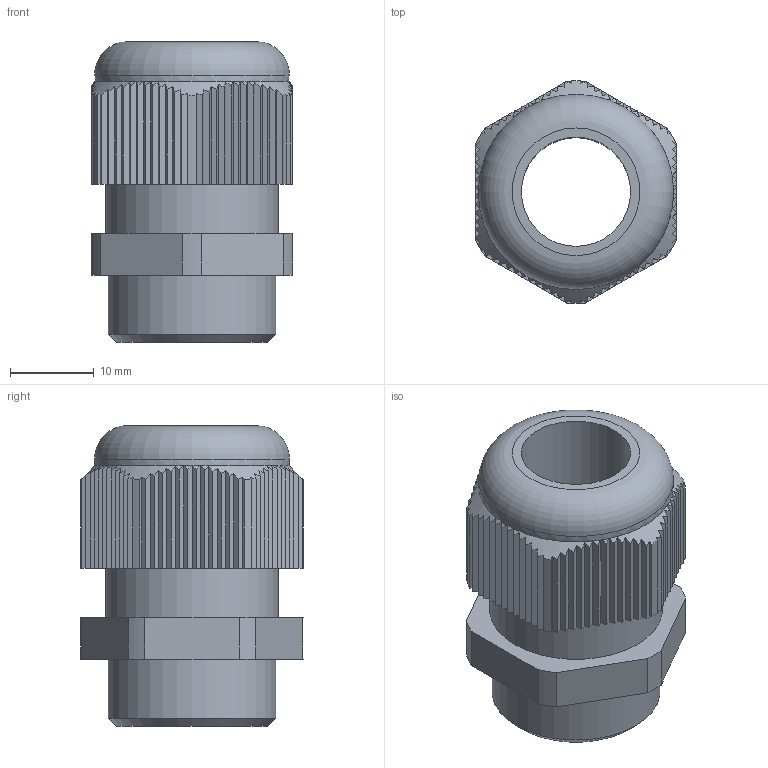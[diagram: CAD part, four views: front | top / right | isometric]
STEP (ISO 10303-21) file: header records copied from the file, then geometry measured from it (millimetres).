
FILE_DESCRIPTION((''),'2;1');
FILE_NAME('12002600_MBF20.stp','2013-01-08T12:53:14',('kotzmaier'),(''),'Autodesk Inventor 2013','Autodesk Inventor 2013','');
FILE_SCHEMA(('CONFIG_CONTROL_DESIGN'));
Length unit declared in the file: millimetre
Products named in the file (1): MBF20_3DSYM PART1
Bounding box: 24 x 26.5 x 35.84 mm (x, y, z)
Volume: 9733.6 mm3; surface area: 5238.1 mm2
Topology: 1 solids, 1 shells, 221 faces, 611 edges, 395 vertices
Faces by surface type: plane 185, cone 19, cylinder 16, torus 1
Full cylindrical faces by diameter (mm): 13 x1, 20 x1, 20.6 x1, 23.2 x1
Entity records: 6752 total; most frequent: CARTESIAN_POINT 1530, ORIENTED_EDGE 1206, DIRECTION 960, EDGE_CURVE 603, VERTEX_POINT 393, VECTOR 378, LINE 378, AXIS2_PLACEMENT_3D 291
